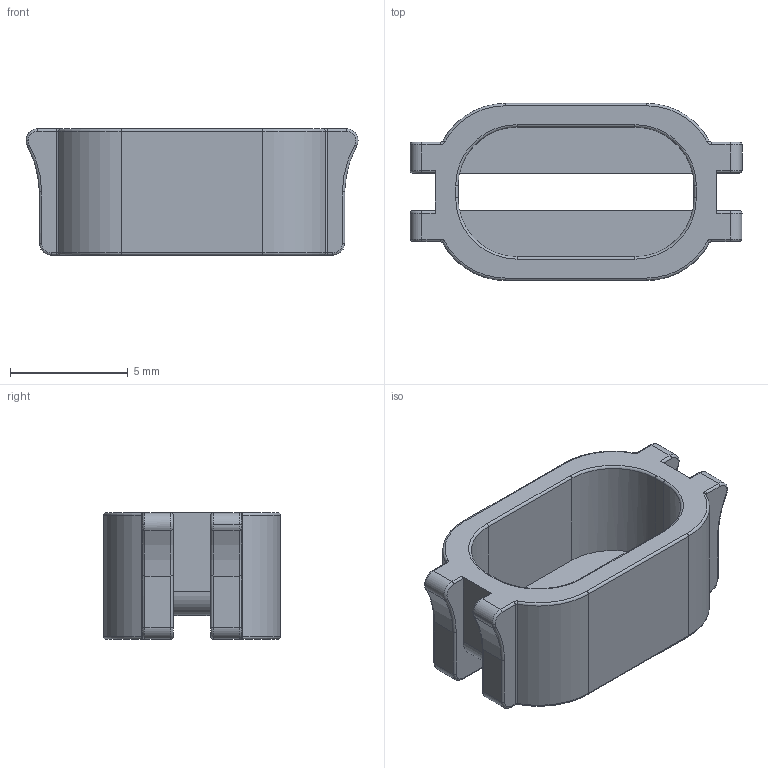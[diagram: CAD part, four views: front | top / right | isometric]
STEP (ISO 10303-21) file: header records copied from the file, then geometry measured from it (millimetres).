
FILE_DESCRIPTION (( 'STEP AP214' ), '1' );
FILE_NAME ('edge connector wall.STEP', '2022-03-03T20:49:19', ( '' ), ( '' ), 'SwSTEP 2.0', 'SolidWorks 2018', '' );
FILE_SCHEMA (( 'AUTOMOTIVE_DESIGN' ));
Length unit declared in the file: millimetre
Products named in the file (1): edge connector wall
Bounding box: 14.07 x 7.5 x 5.35 mm (x, y, z)
Volume: 223 mm3; surface area: 481.8 mm2
Topology: 1 solids, 1 shells, 132 faces, 316 edges, 185 vertices
Faces by surface type: cylinder 58, torus 47, plane 27
Entity records: 3994 total; most frequent: CARTESIAN_POINT 790, DIRECTION 750, ORIENTED_EDGE 632, EDGE_CURVE 316, AXIS2_PLACEMENT_3D 313, VERTEX_POINT 185, CIRCLE 180, EDGE_LOOP 133
